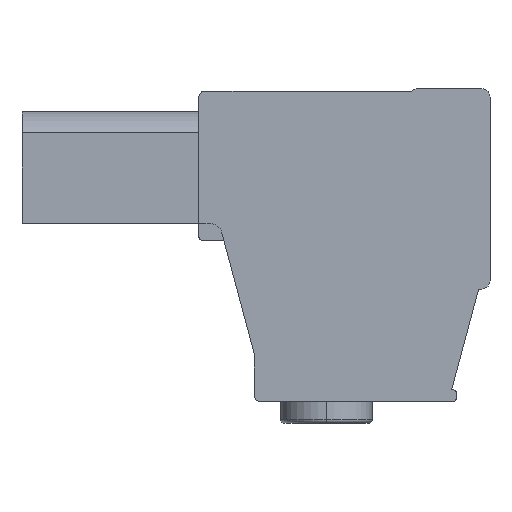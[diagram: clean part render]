
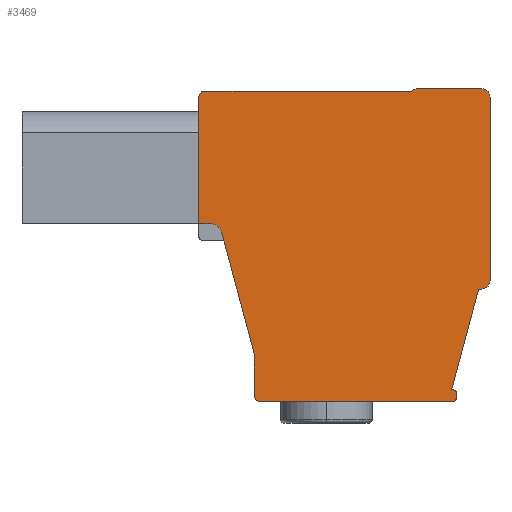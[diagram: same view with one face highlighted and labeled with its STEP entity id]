
A CAD part, front view. The second image highlights one B-rep face of the part: STEP entity #3469.
In plain terms, the highlighted planar face has unit normal (0, -1, 0).
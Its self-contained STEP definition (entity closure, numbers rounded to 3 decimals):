
#93=DIRECTION('',(0.,0.,1.));
#94=VECTOR('',#93,15.25);
#95=CARTESIAN_POINT('',(24.2,-30.32,-9.45));
#96=LINE('',#95,#94);
#153=CARTESIAN_POINT('',(23.5,-30.32,-9.45));
#154=DIRECTION('',(0.,1.,0.));
#155=DIRECTION('',(1.,0.,0.));
#156=AXIS2_PLACEMENT_3D('',#153,#154,#155);
#158=DIRECTION('',(-1.,0.,0.));
#159=VECTOR('',#158,0.25);
#160=CARTESIAN_POINT('',(23.5,-30.32,-10.15));
#161=LINE('',#160,#159);
#162=DIRECTION('',(-0.259,0.,-0.966));
#163=VECTOR('',#162,8.645);
#164=CARTESIAN_POINT('',(23.25,-30.32,-10.15));
#165=LINE('',#164,#163);
#166=DIRECTION('',(1.,0.,0.));
#167=VECTOR('',#166,0.087);
#168=CARTESIAN_POINT('',(21.013,-30.32,-18.5));
#169=LINE('',#168,#167);
#170=CARTESIAN_POINT('',(21.1,-30.32,-18.8));
#171=DIRECTION('',(0.,1.,0.));
#172=DIRECTION('',(0.,0.,1.));
#173=AXIS2_PLACEMENT_3D('',#170,#171,#172);
#175=DIRECTION('',(0.,0.,-1.));
#176=VECTOR('',#175,0.4);
#177=CARTESIAN_POINT('',(21.4,-30.32,-18.8));
#178=LINE('',#177,#176);
#179=CARTESIAN_POINT('',(21.1,-30.32,-19.2));
#180=DIRECTION('',(0.,1.,0.));
#181=DIRECTION('',(1.,0.,0.));
#182=AXIS2_PLACEMENT_3D('',#179,#180,#181);
#184=DIRECTION('',(-1.,0.,0.));
#185=VECTOR('',#184,16.);
#186=CARTESIAN_POINT('',(21.1,-30.32,-19.5));
#187=LINE('',#186,#185);
#188=CARTESIAN_POINT('',(5.1,-30.32,-19.));
#189=DIRECTION('',(0.,1.,0.));
#190=DIRECTION('',(0.,0.,-1.));
#191=AXIS2_PLACEMENT_3D('',#188,#189,#190);
#193=DIRECTION('',(0.,0.,1.));
#194=VECTOR('',#193,3.478);
#195=CARTESIAN_POINT('',(4.6,-30.32,-19.));
#196=LINE('',#195,#194);
#197=DIRECTION('',(-0.259,0.,0.966));
#198=VECTOR('',#197,10.436);
#199=CARTESIAN_POINT('',(4.6,-30.32,-15.522));
#200=LINE('',#199,#198);
#201=CARTESIAN_POINT('',(0.933,-30.32,-5.7));
#202=DIRECTION('',(0.,-1.,0.));
#203=DIRECTION('',(0.966,0.,0.259));
#204=AXIS2_PLACEMENT_3D('',#201,#202,#203);
#206=DIRECTION('',(-1.,0.,0.));
#207=VECTOR('',#206,0.933);
#208=CARTESIAN_POINT('',(0.933,-30.32,-4.7));
#209=LINE('',#208,#207);
#210=CARTESIAN_POINT('',(0.5,-30.32,5.8));
#211=DIRECTION('',(0.,1.,0.));
#212=DIRECTION('',(-1.,0.,0.));
#213=AXIS2_PLACEMENT_3D('',#210,#211,#212);
#215=DIRECTION('',(1.,0.,0.));
#216=VECTOR('',#215,17.204);
#217=CARTESIAN_POINT('',(0.5,-30.32,6.3));
#218=LINE('',#217,#216);
#219=DIRECTION('',(0.866,0.,0.5));
#220=VECTOR('',#219,0.4);
#221=CARTESIAN_POINT('',(17.704,-30.32,6.3));
#222=LINE('',#221,#220);
#223=DIRECTION('',(1.,0.,0.));
#224=VECTOR('',#223,5.45);
#225=CARTESIAN_POINT('',(18.05,-30.32,6.5));
#226=LINE('',#225,#224);
#227=CARTESIAN_POINT('',(23.5,-30.32,5.8));
#228=DIRECTION('',(0.,1.,0.));
#229=DIRECTION('',(0.,0.,1.));
#230=AXIS2_PLACEMENT_3D('',#227,#228,#229);
#417=DIRECTION('',(0.,0.,-1.));
#418=VECTOR('',#417,10.5);
#419=CARTESIAN_POINT('',(0.,-30.32,5.8));
#420=LINE('',#419,#418);
#2646=CARTESIAN_POINT('',(24.2,-30.32,-9.45));
#2647=CARTESIAN_POINT('',(23.5,-30.32,-10.15));
#2648=VERTEX_POINT('',#2646);
#2649=VERTEX_POINT('',#2647);
#2650=CARTESIAN_POINT('',(23.25,-30.32,-10.15));
#2651=VERTEX_POINT('',#2650);
#2652=CARTESIAN_POINT('',(21.013,-30.32,-18.5));
#2653=VERTEX_POINT('',#2652);
#2654=CARTESIAN_POINT('',(21.1,-30.32,-18.5));
#2655=VERTEX_POINT('',#2654);
#2656=CARTESIAN_POINT('',(21.4,-30.32,-18.8));
#2657=VERTEX_POINT('',#2656);
#2658=CARTESIAN_POINT('',(21.4,-30.32,-19.2));
#2659=VERTEX_POINT('',#2658);
#2660=CARTESIAN_POINT('',(21.1,-30.32,-19.5));
#2661=VERTEX_POINT('',#2660);
#2662=CARTESIAN_POINT('',(5.1,-30.32,-19.5));
#2663=VERTEX_POINT('',#2662);
#2664=CARTESIAN_POINT('',(4.6,-30.32,-19.));
#2665=VERTEX_POINT('',#2664);
#2666=CARTESIAN_POINT('',(4.6,-30.32,-15.522));
#2667=VERTEX_POINT('',#2666);
#2668=CARTESIAN_POINT('',(1.899,-30.32,-5.441));
#2669=VERTEX_POINT('',#2668);
#2670=CARTESIAN_POINT('',(0.933,-30.32,-4.7));
#2671=VERTEX_POINT('',#2670);
#2672=CARTESIAN_POINT('',(0.,-30.32,5.8));
#2673=CARTESIAN_POINT('',(0.5,-30.32,6.3));
#2674=VERTEX_POINT('',#2672);
#2675=VERTEX_POINT('',#2673);
#2676=CARTESIAN_POINT('',(17.704,-30.32,6.3));
#2677=VERTEX_POINT('',#2676);
#2678=CARTESIAN_POINT('',(18.05,-30.32,6.5));
#2679=VERTEX_POINT('',#2678);
#2680=CARTESIAN_POINT('',(23.5,-30.32,6.5));
#2681=VERTEX_POINT('',#2680);
#2682=CARTESIAN_POINT('',(24.2,-30.32,5.8));
#2683=VERTEX_POINT('',#2682);
#2702=CARTESIAN_POINT('',(0.,-30.32,-4.7));
#2703=VERTEX_POINT('',#2702);
#3423=CARTESIAN_POINT('',(0.,-30.32,0.));
#3424=DIRECTION('',(0.,1.,0.));
#3425=DIRECTION('',(1.,0.,0.));
#3426=AXIS2_PLACEMENT_3D('',#3423,#3424,#3425);
#3427=PLANE('',#3426);
#3428=ORIENTED_EDGE('',*,*,#3383,.F.);
#3430=ORIENTED_EDGE('',*,*,#3429,.T.);
#3432=ORIENTED_EDGE('',*,*,#3431,.T.);
#3434=ORIENTED_EDGE('',*,*,#3433,.T.);
#3436=ORIENTED_EDGE('',*,*,#3435,.T.);
#3438=ORIENTED_EDGE('',*,*,#3437,.T.);
#3440=ORIENTED_EDGE('',*,*,#3439,.T.);
#3442=ORIENTED_EDGE('',*,*,#3441,.T.);
#3444=ORIENTED_EDGE('',*,*,#3443,.T.);
#3446=ORIENTED_EDGE('',*,*,#3445,.T.);
#3448=ORIENTED_EDGE('',*,*,#3447,.T.);
#3450=ORIENTED_EDGE('',*,*,#3449,.T.);
#3452=ORIENTED_EDGE('',*,*,#3451,.T.);
#3454=ORIENTED_EDGE('',*,*,#3453,.T.);
#3456=ORIENTED_EDGE('',*,*,#3455,.F.);
#3458=ORIENTED_EDGE('',*,*,#3457,.T.);
#3460=ORIENTED_EDGE('',*,*,#3459,.T.);
#3462=ORIENTED_EDGE('',*,*,#3461,.T.);
#3464=ORIENTED_EDGE('',*,*,#3463,.T.);
#3466=ORIENTED_EDGE('',*,*,#3465,.T.);
#3467=EDGE_LOOP('',(#3428,#3430,#3432,#3434,#3436,#3438,#3440,#3442,#3444,#3446,
#3448,#3450,#3452,#3454,#3456,#3458,#3460,#3462,#3464,#3466));
#3468=FACE_OUTER_BOUND('',#3467,.F.);
#157=CIRCLE('',#156,0.7);
#174=CIRCLE('',#173,0.3);
#183=CIRCLE('',#182,0.3);
#192=CIRCLE('',#191,0.5);
#205=CIRCLE('',#204,1.);
#214=CIRCLE('',#213,0.5);
#231=CIRCLE('',#230,0.7);
#3383=EDGE_CURVE('',#2648,#2683,#96,.T.);
#3429=EDGE_CURVE('',#2648,#2649,#157,.T.);
#3431=EDGE_CURVE('',#2649,#2651,#161,.T.);
#3433=EDGE_CURVE('',#2651,#2653,#165,.T.);
#3435=EDGE_CURVE('',#2653,#2655,#169,.T.);
#3437=EDGE_CURVE('',#2655,#2657,#174,.T.);
#3439=EDGE_CURVE('',#2657,#2659,#178,.T.);
#3441=EDGE_CURVE('',#2659,#2661,#183,.T.);
#3443=EDGE_CURVE('',#2661,#2663,#187,.T.);
#3445=EDGE_CURVE('',#2663,#2665,#192,.T.);
#3447=EDGE_CURVE('',#2665,#2667,#196,.T.);
#3449=EDGE_CURVE('',#2667,#2669,#200,.T.);
#3451=EDGE_CURVE('',#2669,#2671,#205,.T.);
#3453=EDGE_CURVE('',#2671,#2703,#209,.T.);
#3455=EDGE_CURVE('',#2674,#2703,#420,.T.);
#3457=EDGE_CURVE('',#2674,#2675,#214,.T.);
#3459=EDGE_CURVE('',#2675,#2677,#218,.T.);
#3461=EDGE_CURVE('',#2677,#2679,#222,.T.);
#3463=EDGE_CURVE('',#2679,#2681,#226,.T.);
#3465=EDGE_CURVE('',#2681,#2683,#231,.T.);
#3469=ADVANCED_FACE('',(#3468),#3427,.F.);
